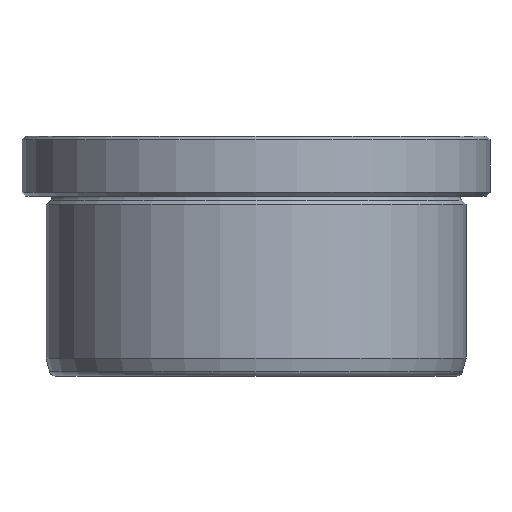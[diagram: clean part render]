
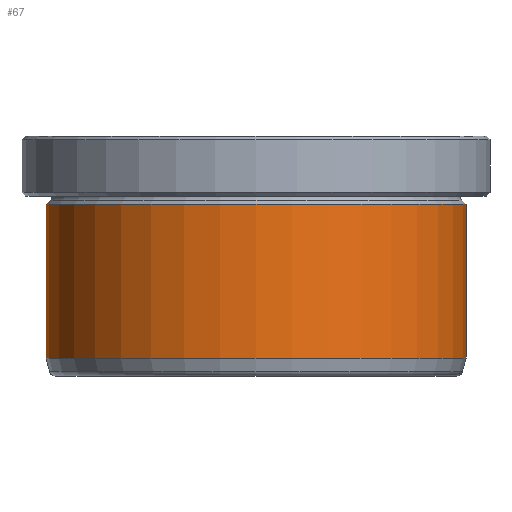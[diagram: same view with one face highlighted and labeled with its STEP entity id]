
A CAD part, front view. The second image highlights one B-rep face of the part: STEP entity #67.
In plain terms, the highlighted cylindrical face has radius 17.5 mm (diameter 35 mm), a full revolution.
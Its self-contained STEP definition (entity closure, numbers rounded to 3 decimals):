
#67 = ADVANCED_FACE( '', ( #142, #143 ), #144, .T. );
#142 = FACE_OUTER_BOUND( '', #209, .T. );
#143 = FACE_OUTER_BOUND( '', #210, .T. );
#144 = CYLINDRICAL_SURFACE( '', #211, 17.5 );
#209 = EDGE_LOOP( '', ( #298 ) );
#210 = EDGE_LOOP( '', ( #299 ) );
#211 = AXIS2_PLACEMENT_3D( '', #300, #301, #302 );
#298 = ORIENTED_EDGE( '', *, *, #330, .F. );
#299 = ORIENTED_EDGE( '', *, *, #311, .T. );
#300 = CARTESIAN_POINT( '', ( 0., 0., 20. ) );
#301 = DIRECTION( '', ( 0., 0., 1. ) );
#302 = DIRECTION( '', ( -1., 0., 0. ) );
#311 = EDGE_CURVE( '', #346, #346, #347, .F. );
#330 = EDGE_CURVE( '', #374, #374, #375, .T. );
#346 = VERTEX_POINT( '', #391 );
#347 = CIRCLE( '', #392, 17.5 );
#374 = VERTEX_POINT( '', #419 );
#375 = CIRCLE( '', #420, 17.5 );
#391 = CARTESIAN_POINT( '', ( -17.5, 0., 1.5 ) );
#392 = AXIS2_PLACEMENT_3D( '', #438, #439, #440 );
#419 = CARTESIAN_POINT( '', ( 17.5, 0., 14.293 ) );
#420 = AXIS2_PLACEMENT_3D( '', #465, #466, #467 );
#438 = CARTESIAN_POINT( '', ( 0., 0., 1.5 ) );
#439 = DIRECTION( '', ( 0., 0., -1. ) );
#440 = DIRECTION( '', ( -1., 0., 0. ) );
#465 = CARTESIAN_POINT( '', ( 0., 0., 14.293 ) );
#466 = DIRECTION( '', ( 0., 0., 1. ) );
#467 = DIRECTION( '', ( 1., 0., 0. ) );
